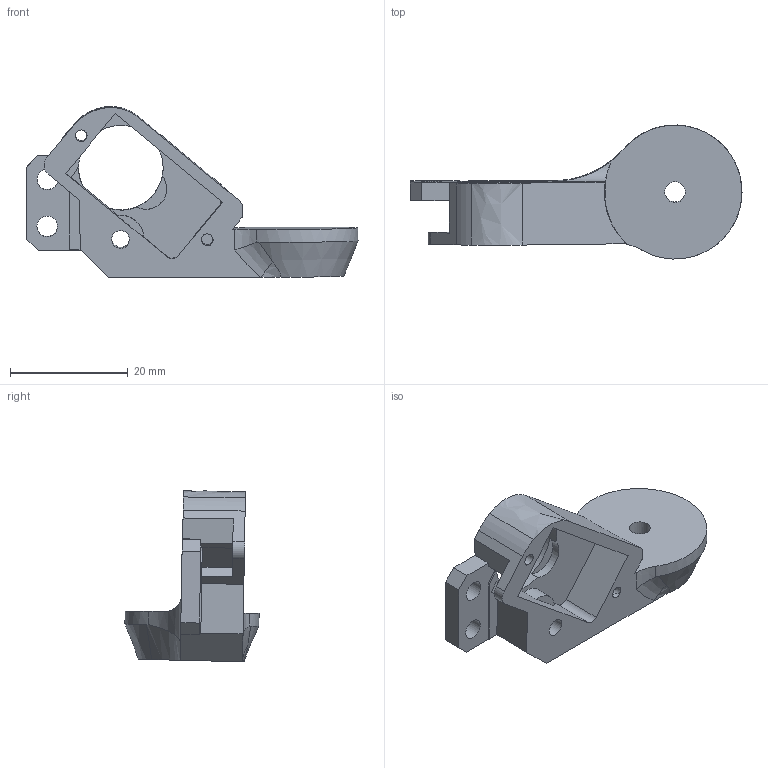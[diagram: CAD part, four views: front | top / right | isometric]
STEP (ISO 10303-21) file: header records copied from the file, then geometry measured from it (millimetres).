
FILE_DESCRIPTION(/* description */ (''),/* implementation_level */ '2;1');
FILE_NAME(/* name */ 'Base de la Garra.step',/* time_stamp */ '2024-08-16T11:25:40-05:00',/* author */ (''),/* organization */ (''),/* preprocessor_version */ 'ST-DEVELOPER v20',/* originating_system */ 'Autodesk Translation Framework v13.14.0.145',/* authorisation */ '');
FILE_SCHEMA (('AUTOMOTIVE_DESIGN { 1 0 10303 214 3 1 1 }'));
Length unit declared in the file: millimetre
Products named in the file (1): Base de la Garra
Bounding box: 56.48 x 22.82 x 29.11 mm (x, y, z)
Volume: 6903.7 mm3; surface area: 4384.1 mm2
Topology: 1 solids, 1 shells, 70 faces, 215 edges, 146 vertices
Faces by surface type: plane 38, cylinder 23, bspline 7, cone 2
Full cylindrical faces by diameter (mm): 2 x2, 3 x1, 3.5 x3
Entity records: 2730 total; most frequent: CARTESIAN_POINT 760, ORIENTED_EDGE 430, DIRECTION 364, EDGE_CURVE 215, VERTEX_POINT 146, LINE 128, VECTOR 128, AXIS2_PLACEMENT_3D 118
